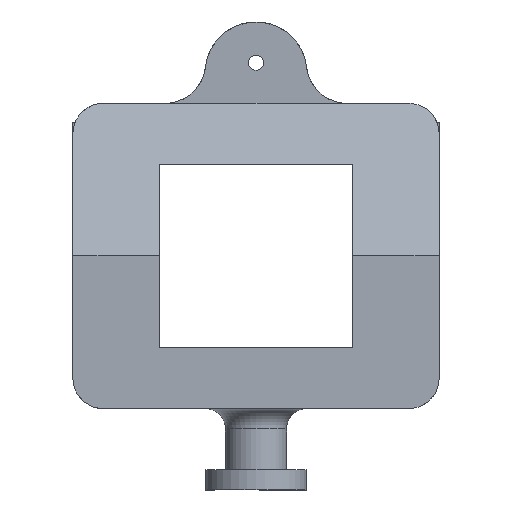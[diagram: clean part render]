
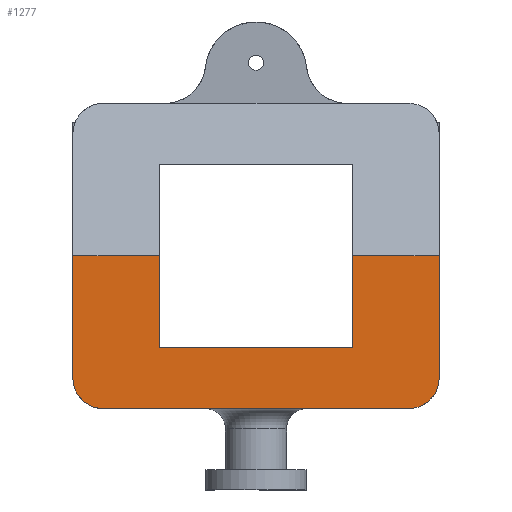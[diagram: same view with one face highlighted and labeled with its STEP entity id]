
A CAD part, left-side view. The second image highlights one B-rep face of the part: STEP entity #1277.
In plain terms, the highlighted planar face has unit normal (-1, 0, 0).
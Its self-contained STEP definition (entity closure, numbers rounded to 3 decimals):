
#92=LINE('',#1905,#206);
#107=LINE('',#1978,#221);
#108=LINE('',#1980,#222);
#109=LINE('',#1982,#223);
#110=LINE('',#1984,#224);
#111=LINE('',#1986,#225);
#112=LINE('',#1988,#226);
#113=LINE('',#1990,#227);
#206=VECTOR('',#1507,10.);
#221=VECTOR('',#1560,10.);
#222=VECTOR('',#1561,10.);
#223=VECTOR('',#1562,10.);
#224=VECTOR('',#1563,10.);
#225=VECTOR('',#1564,10.);
#226=VECTOR('',#1565,10.);
#227=VECTOR('',#1566,10.);
#322=PLANE('',#1374);
#358=FACE_OUTER_BOUND('',#429,.T.);
#429=EDGE_LOOP('',(#928,#929,#930,#931,#932,#933,#934,#935,#936,#937));
#516=CIRCLE('',#1371,1.5);
#518=CIRCLE('',#1375,1.5);
#568=VERTEX_POINT('',#1901);
#570=VERTEX_POINT('',#1904);
#589=VERTEX_POINT('',#1957);
#591=VERTEX_POINT('',#1977);
#592=VERTEX_POINT('',#1979);
#593=VERTEX_POINT('',#1981);
#594=VERTEX_POINT('',#1983);
#595=VERTEX_POINT('',#1985);
#596=VERTEX_POINT('',#1987);
#597=VERTEX_POINT('',#1989);
#695=EDGE_CURVE('',#568,#570,#92,.T.);
#719=EDGE_CURVE('',#589,#568,#516,.T.);
#723=EDGE_CURVE('',#591,#589,#107,.T.);
#724=EDGE_CURVE('',#592,#591,#108,.T.);
#725=EDGE_CURVE('',#592,#593,#109,.T.);
#726=EDGE_CURVE('',#593,#594,#110,.T.);
#727=EDGE_CURVE('',#594,#595,#111,.T.);
#728=EDGE_CURVE('',#596,#595,#112,.T.);
#729=EDGE_CURVE('',#597,#596,#113,.T.);
#730=EDGE_CURVE('',#570,#597,#518,.T.);
#928=ORIENTED_EDGE('',*,*,#719,.F.);
#929=ORIENTED_EDGE('',*,*,#723,.F.);
#930=ORIENTED_EDGE('',*,*,#724,.F.);
#931=ORIENTED_EDGE('',*,*,#725,.T.);
#932=ORIENTED_EDGE('',*,*,#726,.T.);
#933=ORIENTED_EDGE('',*,*,#727,.T.);
#934=ORIENTED_EDGE('',*,*,#728,.F.);
#935=ORIENTED_EDGE('',*,*,#729,.F.);
#936=ORIENTED_EDGE('',*,*,#730,.F.);
#937=ORIENTED_EDGE('',*,*,#695,.F.);
#1277=ADVANCED_FACE('',(#358),#322,.F.);
#1371=AXIS2_PLACEMENT_3D('',#1959,#1551,#1552);
#1374=AXIS2_PLACEMENT_3D('',#1976,#1558,#1559);
#1375=AXIS2_PLACEMENT_3D('',#1991,#1567,#1568);
#1507=DIRECTION('',(0.,1.,0.));
#1551=DIRECTION('center_axis',(1.,0.,0.));
#1552=DIRECTION('ref_axis',(0.,-0.707,-0.707));
#1558=DIRECTION('center_axis',(1.,0.,0.));
#1559=DIRECTION('ref_axis',(0.,1.,0.));
#1560=DIRECTION('',(0.,0.,-1.));
#1561=DIRECTION('',(0.,-1.,0.));
#1562=DIRECTION('',(0.,0.,-1.));
#1563=DIRECTION('',(0.,1.,0.));
#1564=DIRECTION('',(0.,0.,1.));
#1565=DIRECTION('',(0.,-1.,0.));
#1566=DIRECTION('',(0.,0.,1.));
#1567=DIRECTION('center_axis',(1.,0.,0.));
#1568=DIRECTION('ref_axis',(0.,0.707,-0.707));
#1901=CARTESIAN_POINT('',(0.,1.5,0.));
#1904=CARTESIAN_POINT('',(0.,16.5,0.));
#1905=CARTESIAN_POINT('',(0.,0.,0.));
#1957=CARTESIAN_POINT('',(0.,0.,1.5));
#1959=CARTESIAN_POINT('Origin',(0.,1.5,1.5));
#1976=CARTESIAN_POINT('Origin',(0.,9.,7.5));
#1977=CARTESIAN_POINT('',(0.,0.,7.5));
#1978=CARTESIAN_POINT('',(0.,0.,15.));
#1979=CARTESIAN_POINT('',(0.,4.25,7.5));
#1980=CARTESIAN_POINT('',(0.,11.25,7.5));
#1981=CARTESIAN_POINT('',(0.,4.25,3.));
#1982=CARTESIAN_POINT('',(0.,4.25,9.75));
#1983=CARTESIAN_POINT('',(0.,13.75,3.));
#1984=CARTESIAN_POINT('',(0.,6.625,3.));
#1985=CARTESIAN_POINT('',(0.,13.75,7.5));
#1986=CARTESIAN_POINT('',(0.,13.75,5.25));
#1987=CARTESIAN_POINT('',(0.,18.,7.5));
#1988=CARTESIAN_POINT('',(0.,11.25,7.5));
#1989=CARTESIAN_POINT('',(0.,18.,1.5));
#1990=CARTESIAN_POINT('',(0.,18.,0.));
#1991=CARTESIAN_POINT('Origin',(0.,16.5,1.5));
